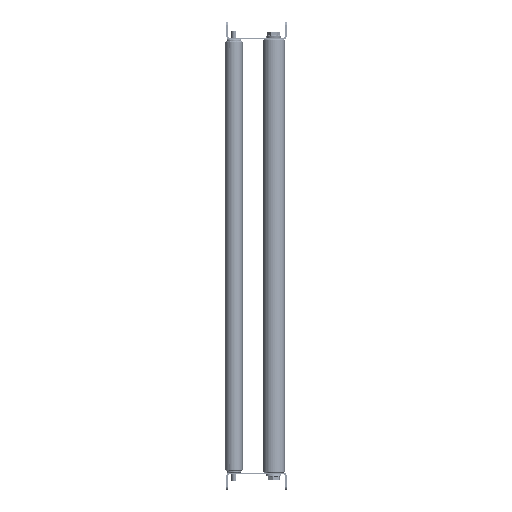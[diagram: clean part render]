
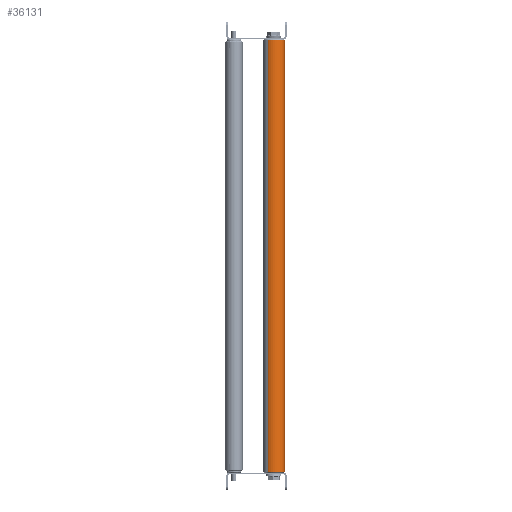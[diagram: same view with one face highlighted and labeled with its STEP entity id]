
A CAD part, left-side view. The second image highlights one B-rep face of the part: STEP entity #36131.
In plain terms, the highlighted cylindrical face has radius 12.5 mm (diameter 25 mm), a partial arc.
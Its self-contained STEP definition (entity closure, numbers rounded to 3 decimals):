
#1910 = VERTEX_POINT ( 'NONE', #34582 ) ;
#2790 = EDGE_CURVE ( 'NONE', #10192, #18141, #22965, .T. ) ;
#4546 = DIRECTION ( 'NONE',  ( -1., 0., 0. ) ) ;
#4632 = VERTEX_POINT ( 'NONE', #25990 ) ;
#9016 = CARTESIAN_POINT ( 'NONE',  ( 500., 0., 0. ) ) ;
#9232 = EDGE_CURVE ( 'NONE', #1910, #4632, #40318, .T. ) ;
#10140 = CARTESIAN_POINT ( 'NONE',  ( 500., 0., -12.5 ) ) ;
#10192 = VERTEX_POINT ( 'NONE', #32109 ) ;
#12290 = CYLINDRICAL_SURFACE ( 'NONE', #24269, 12.5 ) ;
#13205 = DIRECTION ( 'NONE',  ( -1., 0., 0. ) ) ;
#14636 = ORIENTED_EDGE ( 'NONE', *, *, #2790, .T. ) ;
#16939 = LINE ( 'NONE', #17629, #21758 ) ;
#17615 = LINE ( 'NONE', #10140, #22184 ) ;
#17629 = CARTESIAN_POINT ( 'NONE',  ( 500., 0., 12.5 ) ) ;
#18141 = VERTEX_POINT ( 'NONE', #32932 ) ;
#20506 = CARTESIAN_POINT ( 'NONE',  ( 1., 0., 0. ) ) ;
#21758 = VECTOR ( 'NONE', #13205, 1000. ) ;
#22184 = VECTOR ( 'NONE', #35190, 1000. ) ;
#22656 = ORIENTED_EDGE ( 'NONE', *, *, #29935, .T. ) ;
#22965 = CIRCLE ( 'NONE', #42401, 12.5 ) ;
#24269 = AXIS2_PLACEMENT_3D ( 'NONE', #9016, #30545, #26568 ) ;
#24438 = EDGE_LOOP ( 'NONE', ( #14636, #22656, #31281, #30839 ) ) ;
#25990 = CARTESIAN_POINT ( 'NONE',  ( 1., 0., 12.5 ) ) ;
#26284 = DIRECTION ( 'NONE',  ( 0., 0., -1. ) ) ;
#26568 = DIRECTION ( 'NONE',  ( 0., 0., 1. ) ) ;
#29802 = CARTESIAN_POINT ( 'NONE',  ( 499., 0., 0. ) ) ;
#29935 = EDGE_CURVE ( 'NONE', #18141, #1910, #17615, .T. ) ;
#30545 = DIRECTION ( 'NONE',  ( -1., 0., 0. ) ) ;
#30839 = ORIENTED_EDGE ( 'NONE', *, *, #40936, .F. ) ;
#31281 = ORIENTED_EDGE ( 'NONE', *, *, #9232, .T. ) ;
#32109 = CARTESIAN_POINT ( 'NONE',  ( 499., 0., 12.5 ) ) ;
#32932 = CARTESIAN_POINT ( 'NONE',  ( 499., 0., -12.5 ) ) ;
#34582 = CARTESIAN_POINT ( 'NONE',  ( 1., 0., -12.5 ) ) ;
#35190 = DIRECTION ( 'NONE',  ( -1., 0., 0. ) ) ;
#36131 = ADVANCED_FACE ( 'NONE', ( #41791 ), #12290, .T. ) ;
#38087 = DIRECTION ( 'NONE',  ( 0., 0., -1. ) ) ;
#38936 = AXIS2_PLACEMENT_3D ( 'NONE', #20506, #41601, #38087 ) ;
#40318 = CIRCLE ( 'NONE', #38936, 12.5 ) ;
#40936 = EDGE_CURVE ( 'NONE', #10192, #4632, #16939, .T. ) ;
#41601 = DIRECTION ( 'NONE',  ( 1., 0., 0. ) ) ;
#41791 = FACE_OUTER_BOUND ( 'NONE', #24438, .T. ) ;
#42401 = AXIS2_PLACEMENT_3D ( 'NONE', #29802, #4546, #26284 ) ;
